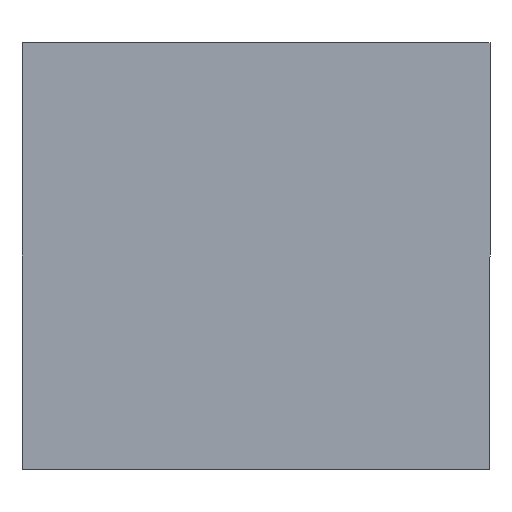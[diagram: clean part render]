
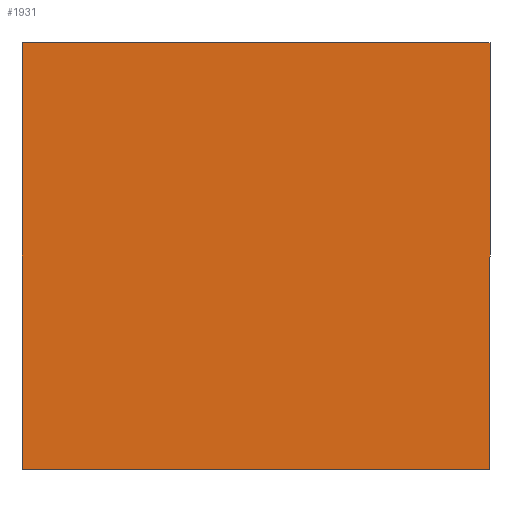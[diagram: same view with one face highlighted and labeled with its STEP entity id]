
A CAD part, front view. The second image highlights one B-rep face of the part: STEP entity #1931.
In plain terms, the highlighted planar face has unit normal (0, -1, 0).
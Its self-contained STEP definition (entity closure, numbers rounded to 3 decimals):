
#254 = ORIENTED_EDGE ( 'NONE', *, *, #2911, .F. ) ;
#309 = DIRECTION ( 'NONE',  ( 0., 0., -1. ) ) ;
#522 = ORIENTED_EDGE ( 'NONE', *, *, #1156, .F. ) ;
#650 = CARTESIAN_POINT ( 'NONE',  ( 0., -2760., 0. ) ) ;
#697 = CARTESIAN_POINT ( 'NONE',  ( -3868.931, -2760., -2990.485 ) ) ;
#718 = LINE ( 'NONE', #3044, #2175 ) ;
#840 = EDGE_LOOP ( 'NONE', ( #254, #522, #1802, #1716 ) ) ;
#912 = EDGE_CURVE ( 'NONE', #1793, #1935, #2287, .T. ) ;
#934 = PLANE ( 'NONE',  #2529 ) ;
#949 = LINE ( 'NONE', #697, #1674 ) ;
#1073 = VERTEX_POINT ( 'NONE', #2209 ) ;
#1156 = EDGE_CURVE ( 'NONE', #3307, #1073, #718, .T. ) ;
#1207 = CARTESIAN_POINT ( 'NONE',  ( -3868.931, -2760., -2990.485 ) ) ;
#1411 = DIRECTION ( 'NONE',  ( 1., 0., 0. ) ) ;
#1425 = DIRECTION ( 'NONE',  ( -1., 0., 0. ) ) ;
#1464 = CARTESIAN_POINT ( 'NONE',  ( 3981.069, -2760., -2990.485 ) ) ;
#1482 = DIRECTION ( 'NONE',  ( 0., 0., 1. ) ) ;
#1527 = CARTESIAN_POINT ( 'NONE',  ( -3868.931, -2760., 4159.515 ) ) ;
#1665 = VECTOR ( 'NONE', #309, 1000. ) ;
#1674 = VECTOR ( 'NONE', #2885, 1000. ) ;
#1716 = ORIENTED_EDGE ( 'NONE', *, *, #912, .F. ) ;
#1793 = VERTEX_POINT ( 'NONE', #1464 ) ;
#1802 = ORIENTED_EDGE ( 'NONE', *, *, #3289, .F. ) ;
#1931 = ADVANCED_FACE ( 'NONE', ( #2085 ), #934, .F. ) ;
#1935 = VERTEX_POINT ( 'NONE', #1207 ) ;
#2085 = FACE_OUTER_BOUND ( 'NONE', #840, .T. ) ;
#2175 = VECTOR ( 'NONE', #1411, 1000. ) ;
#2209 = CARTESIAN_POINT ( 'NONE',  ( 3981.069, -2760., 4159.515 ) ) ;
#2287 = LINE ( 'NONE', #2779, #3008 ) ;
#2529 = AXIS2_PLACEMENT_3D ( 'NONE', #650, #3118, #1482 ) ;
#2779 = CARTESIAN_POINT ( 'NONE',  ( -3868.931, -2760., -2990.485 ) ) ;
#2885 = DIRECTION ( 'NONE',  ( 0., 0., 1. ) ) ;
#2911 = EDGE_CURVE ( 'NONE', #1073, #1793, #3207, .T. ) ;
#3008 = VECTOR ( 'NONE', #1425, 1000. ) ;
#3035 = CARTESIAN_POINT ( 'NONE',  ( 3981.069, -2760., -2990.485 ) ) ;
#3044 = CARTESIAN_POINT ( 'NONE',  ( -3868.931, -2760., 4159.515 ) ) ;
#3118 = DIRECTION ( 'NONE',  ( 0., 1., 0. ) ) ;
#3207 = LINE ( 'NONE', #3035, #1665 ) ;
#3289 = EDGE_CURVE ( 'NONE', #1935, #3307, #949, .T. ) ;
#3307 = VERTEX_POINT ( 'NONE', #1527 ) ;
